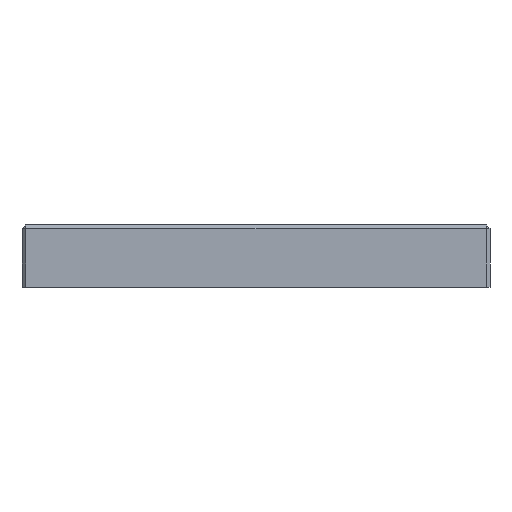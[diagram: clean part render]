
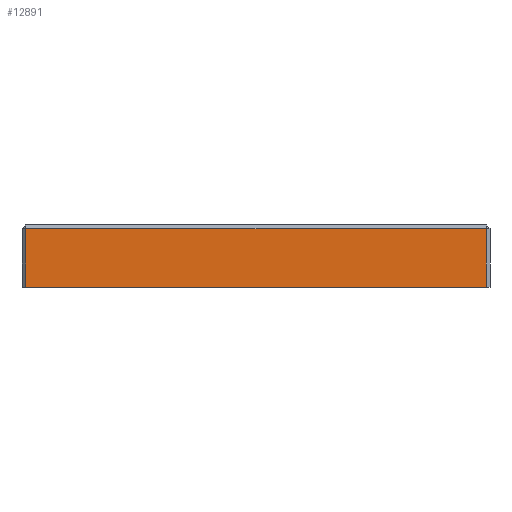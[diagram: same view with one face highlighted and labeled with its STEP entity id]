
A CAD part, front view. The second image highlights one B-rep face of the part: STEP entity #12891.
In plain terms, the highlighted planar face has unit normal (0, -1, 0).
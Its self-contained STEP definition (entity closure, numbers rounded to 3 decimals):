
#718 = LINE ( 'NONE', #17334, #11970 ) ;
#955 = EDGE_CURVE ( 'NONE', #13163, #14270, #7648, .T. ) ;
#1713 = DIRECTION ( 'NONE',  ( 1., 0., 0. ) ) ;
#2958 = CARTESIAN_POINT ( 'NONE',  ( -2.95, -2.5, 0.8 ) ) ;
#3180 = DIRECTION ( 'NONE',  ( -1., 0., 0. ) ) ;
#3316 = CARTESIAN_POINT ( 'NONE',  ( 3., -2.5, 0. ) ) ;
#3516 = CARTESIAN_POINT ( 'NONE',  ( 3., -2.5, 0.8 ) ) ;
#3626 = DIRECTION ( 'NONE',  ( 0., 1., 0. ) ) ;
#4822 = ORIENTED_EDGE ( 'NONE', *, *, #11734, .T. ) ;
#5275 = LINE ( 'NONE', #3316, #7962 ) ;
#6023 = ORIENTED_EDGE ( 'NONE', *, *, #15937, .T. ) ;
#7322 = CARTESIAN_POINT ( 'NONE',  ( 2.95, -2.5, 0. ) ) ;
#7648 = LINE ( 'NONE', #19348, #12527 ) ;
#7962 = VECTOR ( 'NONE', #1713, 1000. ) ;
#8320 = FACE_OUTER_BOUND ( 'NONE', #18021, .T. ) ;
#9221 = AXIS2_PLACEMENT_3D ( 'NONE', #3516, #3626, #3180 ) ;
#9393 = EDGE_CURVE ( 'NONE', #16083, #13163, #5275, .T. ) ;
#10570 = VECTOR ( 'NONE', #11008, 1000. ) ;
#11008 = DIRECTION ( 'NONE',  ( 0., 0., -1. ) ) ;
#11257 = ORIENTED_EDGE ( 'NONE', *, *, #955, .T. ) ;
#11682 = CARTESIAN_POINT ( 'NONE',  ( 2.95, -2.5, 0.75 ) ) ;
#11734 = EDGE_CURVE ( 'NONE', #14270, #18930, #718, .T. ) ;
#11970 = VECTOR ( 'NONE', #12276, 1000. ) ;
#12276 = DIRECTION ( 'NONE',  ( -1., 0., 0. ) ) ;
#12527 = VECTOR ( 'NONE', #20959, 1000. ) ;
#12891 = ADVANCED_FACE ( 'NONE', ( #8320 ), #18220, .F. ) ;
#13163 = VERTEX_POINT ( 'NONE', #7322 ) ;
#14220 = LINE ( 'NONE', #2958, #10570 ) ;
#14270 = VERTEX_POINT ( 'NONE', #11682 ) ;
#15152 = ORIENTED_EDGE ( 'NONE', *, *, #9393, .T. ) ;
#15937 = EDGE_CURVE ( 'NONE', #18930, #16083, #14220, .T. ) ;
#16083 = VERTEX_POINT ( 'NONE', #17012 ) ;
#17012 = CARTESIAN_POINT ( 'NONE',  ( -2.95, -2.5, 0. ) ) ;
#17334 = CARTESIAN_POINT ( 'NONE',  ( -3., -2.5, 0.75 ) ) ;
#18021 = EDGE_LOOP ( 'NONE', ( #15152, #11257, #4822, #6023 ) ) ;
#18220 = PLANE ( 'NONE',  #9221 ) ;
#18224 = CARTESIAN_POINT ( 'NONE',  ( -2.95, -2.5, 0.75 ) ) ;
#18930 = VERTEX_POINT ( 'NONE', #18224 ) ;
#19348 = CARTESIAN_POINT ( 'NONE',  ( 2.95, -2.5, 0.8 ) ) ;
#20959 = DIRECTION ( 'NONE',  ( 0., 0., 1. ) ) ;
